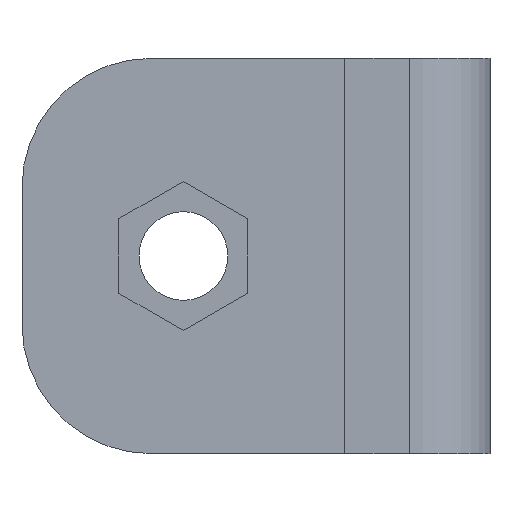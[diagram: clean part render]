
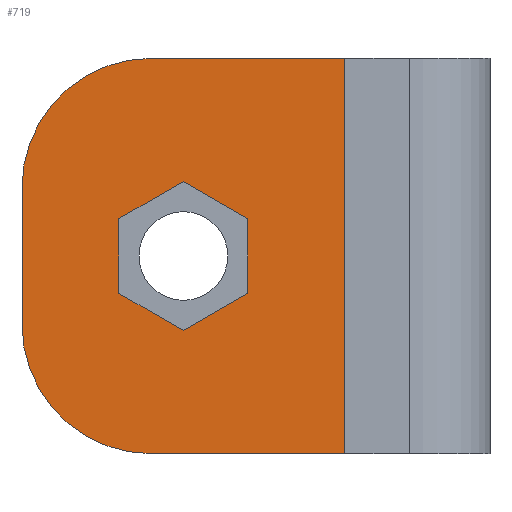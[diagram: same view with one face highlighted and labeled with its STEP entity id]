
A CAD part, front view. The second image highlights one B-rep face of the part: STEP entity #719.
In plain terms, the highlighted planar face has unit normal (0, -1, 0).
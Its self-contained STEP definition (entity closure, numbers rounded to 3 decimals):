
#309 = CARTESIAN_POINT ( 'NONE',  ( 0., 0., 12.25 ) ) ;
#311 = LINE ( 'NONE', #333, #424 ) ;
#321 = CARTESIAN_POINT ( 'NONE',  ( 14., 0., 2.309 ) ) ;
#323 = DIRECTION ( 'NONE',  ( 0., 0., 1. ) ) ;
#324 = DIRECTION ( 'NONE',  ( 0., 0., -1. ) ) ;
#325 = VECTOR ( 'NONE', #324, 1000. ) ;
#326 = LINE ( 'NONE', #309, #325 ) ;
#327 = DIRECTION ( 'NONE',  ( 0., 1., 0. ) ) ;
#328 = FACE_OUTER_BOUND ( 'NONE', #744, .T. ) ;
#329 = FACE_BOUND ( 'NONE', #726, .T. ) ;
#330 = AXIS2_PLACEMENT_3D ( 'NONE', #423, #327, #323 ) ;
#332 = DIRECTION ( 'NONE',  ( 0., 0., -1. ) ) ;
#333 = CARTESIAN_POINT ( 'NONE',  ( 6., 0., 2.309 ) ) ;
#339 = CARTESIAN_POINT ( 'NONE',  ( 10., 0., -4.619 ) ) ;
#347 = LINE ( 'NONE', #418, #417 ) ;
#348 = CARTESIAN_POINT ( 'NONE',  ( 10., 0., 4.619 ) ) ;
#353 = DIRECTION ( 'NONE',  ( -0.866, 0., 0.5 ) ) ;
#354 = VECTOR ( 'NONE', #353, 1000. ) ;
#355 = CARTESIAN_POINT ( 'NONE',  ( 6., 0., 2.309 ) ) ;
#356 = LINE ( 'NONE', #321, #354 ) ;
#358 = PLANE ( 'NONE',  #330 ) ;
#361 = CARTESIAN_POINT ( 'NONE',  ( 6., 0., -2.309 ) ) ;
#363 = DIRECTION ( 'NONE',  ( 0., 0., -1. ) ) ;
#364 = VECTOR ( 'NONE', #363, 1000. ) ;
#365 = CARTESIAN_POINT ( 'NONE',  ( 20., 0., 12.25 ) ) ;
#366 = LINE ( 'NONE', #365, #364 ) ;
#367 = DIRECTION ( 'NONE',  ( 1., 0., 0. ) ) ;
#368 = VECTOR ( 'NONE', #367, 1000. ) ;
#369 = CARTESIAN_POINT ( 'NONE',  ( 0., 0., -12.25 ) ) ;
#370 = CARTESIAN_POINT ( 'NONE',  ( 0., 0., 12.25 ) ) ;
#371 = LINE ( 'NONE', #369, #368 ) ;
#372 = DIRECTION ( 'NONE',  ( 0., 0., 1. ) ) ;
#373 = VECTOR ( 'NONE', #372, 1000. ) ;
#374 = CARTESIAN_POINT ( 'NONE',  ( 14., 0., -2.309 ) ) ;
#407 = DIRECTION ( 'NONE',  ( 0., 0., 1. ) ) ;
#408 = DIRECTION ( 'NONE',  ( 0., -1., 0. ) ) ;
#409 = CARTESIAN_POINT ( 'NONE',  ( 8., 0., -4.25 ) ) ;
#410 = AXIS2_PLACEMENT_3D ( 'NONE', #409, #408, #407 ) ;
#411 = LINE ( 'NONE', #370, #477 ) ;
#412 = DIRECTION ( 'NONE',  ( 0.866, 0., 0.5 ) ) ;
#413 = VECTOR ( 'NONE', #412, 1000. ) ;
#414 = CARTESIAN_POINT ( 'NONE',  ( 10., 0., -4.619 ) ) ;
#415 = LINE ( 'NONE', #374, #373 ) ;
#416 = DIRECTION ( 'NONE',  ( -0.866, 0., -0.5 ) ) ;
#417 = VECTOR ( 'NONE', #416, 1000. ) ;
#418 = CARTESIAN_POINT ( 'NONE',  ( 10., 0., 4.619 ) ) ;
#419 = CIRCLE ( 'NONE', #410, 8. ) ;
#420 = CARTESIAN_POINT ( 'NONE',  ( 8., 0., -12.25 ) ) ;
#421 = LINE ( 'NONE', #414, #413 ) ;
#422 = AXIS2_PLACEMENT_3D ( 'NONE', #481, #471, #486 ) ;
#423 = CARTESIAN_POINT ( 'NONE',  ( 0., 0., 12.25 ) ) ;
#424 = VECTOR ( 'NONE', #332, 1000. ) ;
#425 = DIRECTION ( 'NONE',  ( 0.866, 0., -0.5 ) ) ;
#426 = VECTOR ( 'NONE', #425, 1000. ) ;
#427 = LINE ( 'NONE', #453, #426 ) ;
#453 = CARTESIAN_POINT ( 'NONE',  ( 6., 0., -2.309 ) ) ;
#471 = DIRECTION ( 'NONE',  ( 0., -1., 0. ) ) ;
#476 = DIRECTION ( 'NONE',  ( 1., 0., 0. ) ) ;
#477 = VECTOR ( 'NONE', #476, 1000. ) ;
#478 = CIRCLE ( 'NONE', #422, 8. ) ;
#479 = CARTESIAN_POINT ( 'NONE',  ( 20., 0., -12.25 ) ) ;
#481 = CARTESIAN_POINT ( 'NONE',  ( 8., 0., 4.25 ) ) ;
#486 = DIRECTION ( 'NONE',  ( 0., 0., 1. ) ) ;
#487 = CARTESIAN_POINT ( 'NONE',  ( 14., 0., 2.309 ) ) ;
#489 = CARTESIAN_POINT ( 'NONE',  ( 14., 0., -2.309 ) ) ;
#503 = CARTESIAN_POINT ( 'NONE',  ( 0., 0., -4.25 ) ) ;
#508 = CARTESIAN_POINT ( 'NONE',  ( 0., 0., 4.25 ) ) ;
#542 = CARTESIAN_POINT ( 'NONE',  ( 20., 0., 12.25 ) ) ;
#596 = CARTESIAN_POINT ( 'NONE',  ( 8., 0., 12.25 ) ) ;
#712 = EDGE_CURVE ( 'NONE', #720, #717, #427, .T. ) ;
#714 = ORIENTED_EDGE ( 'NONE', *, *, #715, .F. ) ;
#715 = EDGE_CURVE ( 'NONE', #729, #720, #311, .T. ) ;
#716 = ORIENTED_EDGE ( 'NONE', *, *, #712, .F. ) ;
#717 = VERTEX_POINT ( 'NONE', #339 ) ;
#718 = EDGE_CURVE ( 'NONE', #785, #788, #326, .T. ) ;
#719 = ADVANCED_FACE ( 'NONE', ( #329, #328 ), #358, .F. ) ;
#720 = VERTEX_POINT ( 'NONE', #361 ) ;
#726 = EDGE_LOOP ( 'NONE', ( #716, #714, #727, #737, #796, #745 ) ) ;
#727 = ORIENTED_EDGE ( 'NONE', *, *, #741, .F. ) ;
#729 = VERTEX_POINT ( 'NONE', #355 ) ;
#730 = ORIENTED_EDGE ( 'NONE', *, *, #755, .T. ) ;
#735 = EDGE_CURVE ( 'NONE', #739, #740, #356, .T. ) ;
#736 = VERTEX_POINT ( 'NONE', #489 ) ;
#737 = ORIENTED_EDGE ( 'NONE', *, *, #735, .F. ) ;
#738 = ORIENTED_EDGE ( 'NONE', *, *, #754, .F. ) ;
#739 = VERTEX_POINT ( 'NONE', #487 ) ;
#740 = VERTEX_POINT ( 'NONE', #348 ) ;
#741 = EDGE_CURVE ( 'NONE', #740, #729, #347, .T. ) ;
#742 = VERTEX_POINT ( 'NONE', #420 ) ;
#743 = ORIENTED_EDGE ( 'NONE', *, *, #750, .T. ) ;
#744 = EDGE_LOOP ( 'NONE', ( #747, #753, #743, #752, #738, #730 ) ) ;
#745 = ORIENTED_EDGE ( 'NONE', *, *, #746, .F. ) ;
#746 = EDGE_CURVE ( 'NONE', #717, #736, #421, .T. ) ;
#747 = ORIENTED_EDGE ( 'NONE', *, *, #718, .T. ) ;
#748 = EDGE_CURVE ( 'NONE', #788, #742, #419, .T. ) ;
#749 = EDGE_CURVE ( 'NONE', #736, #739, #415, .T. ) ;
#750 = EDGE_CURVE ( 'NONE', #742, #757, #371, .T. ) ;
#751 = EDGE_CURVE ( 'NONE', #784, #757, #366, .T. ) ;
#752 = ORIENTED_EDGE ( 'NONE', *, *, #751, .F. ) ;
#753 = ORIENTED_EDGE ( 'NONE', *, *, #748, .T. ) ;
#754 = EDGE_CURVE ( 'NONE', #795, #784, #411, .T. ) ;
#755 = EDGE_CURVE ( 'NONE', #795, #785, #478, .T. ) ;
#757 = VERTEX_POINT ( 'NONE', #479 ) ;
#784 = VERTEX_POINT ( 'NONE', #542 ) ;
#785 = VERTEX_POINT ( 'NONE', #508 ) ;
#788 = VERTEX_POINT ( 'NONE', #503 ) ;
#795 = VERTEX_POINT ( 'NONE', #596 ) ;
#796 = ORIENTED_EDGE ( 'NONE', *, *, #749, .F. ) ;
